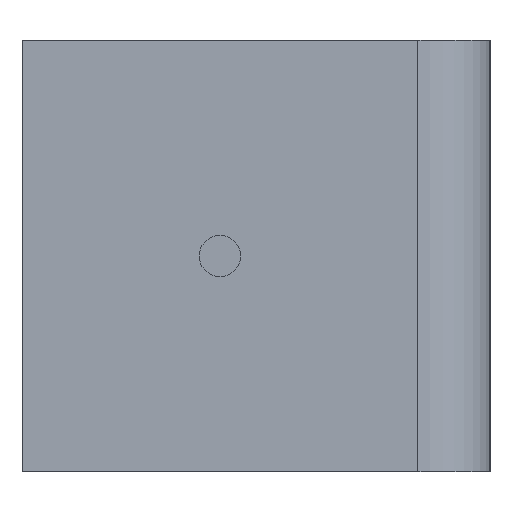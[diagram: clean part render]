
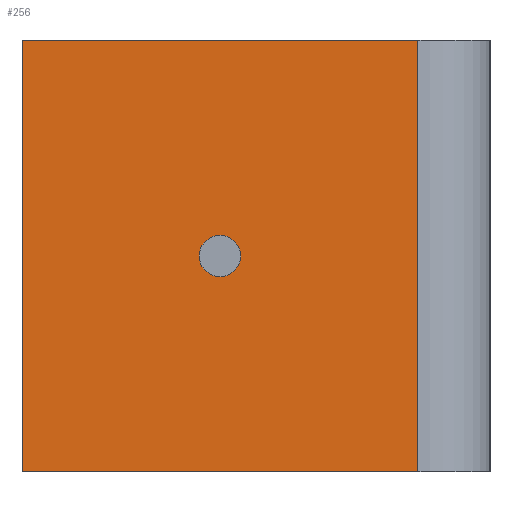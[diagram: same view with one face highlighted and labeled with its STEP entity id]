
A CAD part, left-side view. The second image highlights one B-rep face of the part: STEP entity #256.
In plain terms, the highlighted planar face has unit normal (-1, 0, 0).
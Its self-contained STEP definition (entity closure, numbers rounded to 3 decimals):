
#5 = CARTESIAN_POINT ( 'NONE',  ( -11.11, -4.365, -4.76 ) ) ;
#41 = ORIENTED_EDGE ( 'NONE', *, *, #61, .T. ) ;
#42 = ORIENTED_EDGE ( 'NONE', *, *, #371, .F. ) ;
#43 = ORIENTED_EDGE ( 'NONE', *, *, #372, .F. ) ;
#44 = ORIENTED_EDGE ( 'NONE', *, *, #91, .T. ) ;
#45 = ORIENTED_EDGE ( 'NONE', *, *, #89, .T. ) ;
#46 = ORIENTED_EDGE ( 'NONE', *, *, #384, .T. ) ;
#57 = EDGE_LOOP ( 'NONE', ( #44, #43, #42, #41 ) ) ;
#61 = EDGE_CURVE ( 'NONE', #220, #226, #302, .T. ) ;
#70 = CARTESIAN_POINT ( 'NONE',  ( -11.11, -4.365, 4.76 ) ) ;
#71 = PLANE ( 'NONE',  #187 ) ;
#73 = DIRECTION ( 'NONE',  ( 1., 0., 0. ) ) ;
#74 = DIRECTION ( 'NONE',  ( 0., 0., -1. ) ) ;
#79 = CARTESIAN_POINT ( 'NONE',  ( -11.11, -4.365, 4.76 ) ) ;
#83 = DIRECTION ( 'NONE',  ( 0., -1., 0. ) ) ;
#84 = CARTESIAN_POINT ( 'NONE',  ( -11.11, -4.365, 4.76 ) ) ;
#85 = DIRECTION ( 'NONE',  ( 0., 0., -1. ) ) ;
#89 = EDGE_CURVE ( 'NONE', #212, #216, #299, .T. ) ;
#91 = EDGE_CURVE ( 'NONE', #226, #210, #300, .T. ) ;
#108 = CARTESIAN_POINT ( 'NONE',  ( -11.11, 0., 0. ) ) ;
#109 = DIRECTION ( 'NONE',  ( 1., 0., 0. ) ) ;
#110 = DIRECTION ( 'NONE',  ( 0., 0., -1. ) ) ;
#187 = AXIS2_PLACEMENT_3D ( 'NONE', #70, #73, #74 ) ;
#209 = AXIS2_PLACEMENT_3D ( 'NONE', #108, #109, #110 ) ;
#210 = VERTEX_POINT ( 'NONE', #350 ) ;
#212 = VERTEX_POINT ( 'NONE', #349 ) ;
#216 = VERTEX_POINT ( 'NONE', #419 ) ;
#219 = VERTEX_POINT ( 'NONE', #425 ) ;
#220 = VERTEX_POINT ( 'NONE', #426 ) ;
#226 = VERTEX_POINT ( 'NONE', #376 ) ;
#250 = DIRECTION ( 'NONE',  ( 1., 0., 0. ) ) ;
#251 = CARTESIAN_POINT ( 'NONE',  ( -11.11, 0., 0. ) ) ;
#252 = DIRECTION ( 'NONE',  ( 0., 0., -1. ) ) ;
#256 = ADVANCED_FACE ( 'NONE', ( #289, #287 ), #71, .F. ) ;
#266 = AXIS2_PLACEMENT_3D ( 'NONE', #251, #250, #252 ) ;
#287 = FACE_OUTER_BOUND ( 'NONE', #57, .T. ) ;
#289 = FACE_BOUND ( 'NONE', #315, .T. ) ;
#296 = VECTOR ( 'NONE', #348, 1000. ) ;
#299 = CIRCLE ( 'NONE', #266, 0.457 ) ;
#300 = LINE ( 'NONE', #5, #296 ) ;
#301 = VECTOR ( 'NONE', #431, 1000. ) ;
#302 = LINE ( 'NONE', #432, #301 ) ;
#315 = EDGE_LOOP ( 'NONE', ( #46, #45 ) ) ;
#324 = LINE ( 'NONE', #84, #330 ) ;
#325 = CIRCLE ( 'NONE', #209, 0.457 ) ;
#328 = VECTOR ( 'NONE', #83, 1000. ) ;
#330 = VECTOR ( 'NONE', #85, 1000. ) ;
#346 = LINE ( 'NONE', #79, #328 ) ;
#348 = DIRECTION ( 'NONE',  ( 0., -1., 0. ) ) ;
#349 = CARTESIAN_POINT ( 'NONE',  ( -11.11, 0., 0.457 ) ) ;
#350 = CARTESIAN_POINT ( 'NONE',  ( -11.11, -4.365, -4.76 ) ) ;
#371 = EDGE_CURVE ( 'NONE', #220, #219, #346, .T. ) ;
#372 = EDGE_CURVE ( 'NONE', #219, #210, #324, .T. ) ;
#376 = CARTESIAN_POINT ( 'NONE',  ( -11.11, 4.365, -4.76 ) ) ;
#384 = EDGE_CURVE ( 'NONE', #216, #212, #325, .T. ) ;
#419 = CARTESIAN_POINT ( 'NONE',  ( -11.11, 0., -0.457 ) ) ;
#425 = CARTESIAN_POINT ( 'NONE',  ( -11.11, -4.365, 4.76 ) ) ;
#426 = CARTESIAN_POINT ( 'NONE',  ( -11.11, 4.365, 4.76 ) ) ;
#431 = DIRECTION ( 'NONE',  ( 0., 0., -1. ) ) ;
#432 = CARTESIAN_POINT ( 'NONE',  ( -11.11, 4.365, 4.76 ) ) ;
